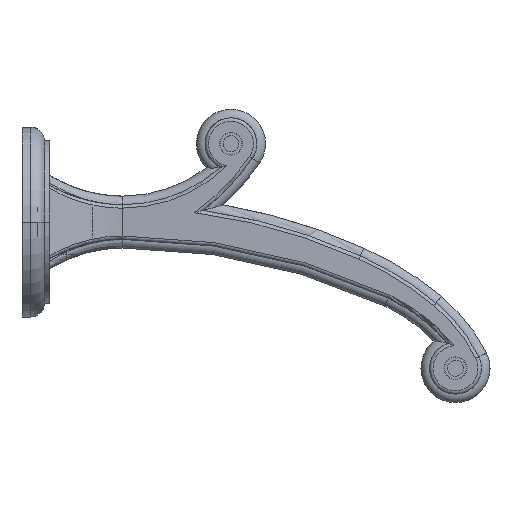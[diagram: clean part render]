
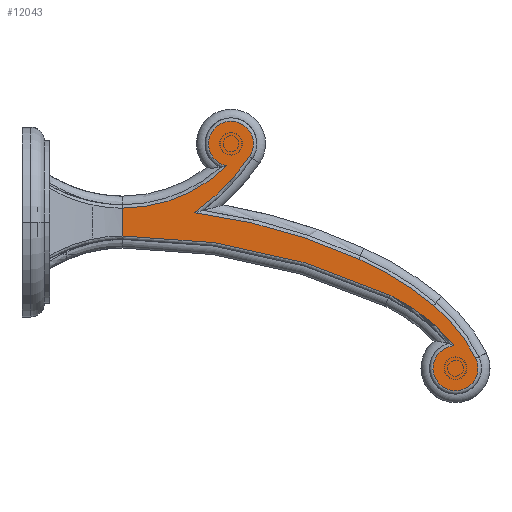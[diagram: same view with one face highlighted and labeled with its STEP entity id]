
A CAD part, left-side view. The second image highlights one B-rep face of the part: STEP entity #12043.
In plain terms, the highlighted planar face has unit normal (-1, 0, 0).
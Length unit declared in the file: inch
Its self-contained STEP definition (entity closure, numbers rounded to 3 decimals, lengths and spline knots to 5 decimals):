
#3441=CARTESIAN_POINT('',(-0.1975,-1.12575,
-0.15845));
#3453=DIRECTION('',(0.,-0.001,-1.));
#3454=VECTOR('',#3453,0.31702);
#3455=CARTESIAN_POINT('',(-0.1975,-1.12553,
0.15856));
#3456=LINE('',#3455,#3454);
#3457=CARTESIAN_POINT('',(-0.1975,-1.1253,1.87055));
#3458=DIRECTION('',(-1.,0.,0.));
#3459=DIRECTION('',(0.,0.,-1.));
#3460=AXIS2_PLACEMENT_3D('',#3457,#3458,#3459);
#3462=CARTESIAN_POINT('',(-0.1975,-2.3623,0.89255));
#3463=DIRECTION('',(1.,0.,0.));
#3464=DIRECTION('',(0.,0.181,-0.983));
#3465=AXIS2_PLACEMENT_3D('',#3462,#3463,#3464);
#3467=CARTESIAN_POINT('',(-0.1975,-2.3623,0.89255));
#3468=DIRECTION('',(1.,0.,0.));
#3469=DIRECTION('',(0.,0.,1.));
#3470=AXIS2_PLACEMENT_3D('',#3467,#3468,#3469);
#3472=CARTESIAN_POINT('',(-0.1975,-0.40928,2.23957));
#3473=DIRECTION('',(1.,0.,0.));
#3474=DIRECTION('',(0.,-0.823,-0.568));
#3475=AXIS2_PLACEMENT_3D('',#3472,#3473,#3474);
#3477=CARTESIAN_POINT('',(-0.1975,-1.1253,-6.39745));
#3478=DIRECTION('',(1.,0.,0.));
#3479=DIRECTION('',(0.,-0.125,0.992));
#3480=AXIS2_PLACEMENT_3D('',#3477,#3478,#3479);
#3482=CARTESIAN_POINT('',(-0.1975,-2.25856,-3.88522));
#3483=DIRECTION('',(1.,0.,0.));
#3484=DIRECTION('',(0.,-0.411,0.912));
#3485=AXIS2_PLACEMENT_3D('',#3482,#3483,#3484);
#3487=CARTESIAN_POINT('',(-0.1975,-3.51048,-2.36547));
#3488=DIRECTION('',(1.,0.,0.));
#3489=DIRECTION('',(0.,-0.636,0.772));
#3490=AXIS2_PLACEMENT_3D('',#3487,#3488,#3489);
#3492=CARTESIAN_POINT('',(-0.1975,-4.9213,-1.66645));
#3493=DIRECTION('',(1.,0.,0.));
#3494=DIRECTION('',(0.,-0.896,0.444));
#3495=AXIS2_PLACEMENT_3D('',#3492,#3493,#3494);
#3497=CARTESIAN_POINT('',(-0.1975,-4.9213,-1.66645));
#3498=DIRECTION('',(1.,0.,0.));
#3499=DIRECTION('',(0.,0.,-1.));
#3500=AXIS2_PLACEMENT_3D('',#3497,#3498,#3499);
#3502=CARTESIAN_POINT('',(-0.1975,-3.3268,-2.65381));
#3503=DIRECTION('',(-1.,0.,0.));
#3504=DIRECTION('',(0.,-0.785,0.619));
#3505=AXIS2_PLACEMENT_3D('',#3502,#3503,#3504);
#3507=CARTESIAN_POINT('',(-0.1975,-1.1253,-7.38245));
#3508=DIRECTION('',(-1.,0.,0.));
#3509=DIRECTION('',(0.,-0.422,0.907));
#3510=AXIS2_PLACEMENT_3D('',#3507,#3508,#3509);
#5998=CARTESIAN_POINT('',(-0.1975,-4.17431,-0.83342));
#5999=VERTEX_POINT('',#5998);
#6000=CARTESIAN_POINT('',(-0.1975,-4.90363,-1.41055));
#6001=VERTEX_POINT('',#6000);
#6002=CARTESIAN_POINT('',(-0.1975,-2.31585,0.6403));
#6003=CARTESIAN_POINT('',(-0.1975,-2.3623,1.14905));
#6004=VERTEX_POINT('',#6002);
#6005=VERTEX_POINT('',#6003);
#6006=CARTESIAN_POINT('',(-0.1975,-2.57345,0.74692));
#6007=VERTEX_POINT('',#6006);
#6008=CARTESIAN_POINT('',(-0.1975,-1.94661,0.10691));
#6009=VERTEX_POINT('',#6008);
#6010=CARTESIAN_POINT('',(-0.1975,-3.82111,-0.42135));
#6011=VERTEX_POINT('',#6010);
#6012=CARTESIAN_POINT('',(-0.1975,-4.67465,-0.95222));
#6013=VERTEX_POINT('',#6012);
#6014=CARTESIAN_POINT('',(-0.1975,-5.15114,-1.55257));
#6015=VERTEX_POINT('',#6014);
#6016=CARTESIAN_POINT('',(-0.1975,-4.9213,-1.92295));
#6017=VERTEX_POINT('',#6016);
#7049=VERTEX_POINT('',#3441);
#7050=CARTESIAN_POINT('',(-0.1975,-1.12553,
0.15856));
#7051=VERTEX_POINT('',#7050);
#12013=CARTESIAN_POINT('',(-0.1975,-3.15179,-0.38695));
#12014=DIRECTION('',(1.,0.,0.));
#12015=DIRECTION('',(0.,0.,-1.));
#12016=AXIS2_PLACEMENT_3D('',#12013,#12014,#12015);
#12017=PLANE('',#12016);
#12019=ORIENTED_EDGE('',*,*,#12018,.F.);
#12021=ORIENTED_EDGE('',*,*,#12020,.T.);
#12023=ORIENTED_EDGE('',*,*,#12022,.T.);
#12025=ORIENTED_EDGE('',*,*,#12024,.T.);
#12027=ORIENTED_EDGE('',*,*,#12026,.T.);
#12029=ORIENTED_EDGE('',*,*,#12028,.T.);
#12031=ORIENTED_EDGE('',*,*,#12030,.T.);
#12033=ORIENTED_EDGE('',*,*,#12032,.T.);
#12035=ORIENTED_EDGE('',*,*,#12034,.T.);
#12037=ORIENTED_EDGE('',*,*,#12036,.T.);
#12039=ORIENTED_EDGE('',*,*,#12038,.T.);
#12040=ORIENTED_EDGE('',*,*,#12005,.T.);
#12041=EDGE_LOOP('',(#12019,#12021,#12023,#12025,#12027,#12029,#12031,#12033,
#12035,#12037,#12039,#12040));
#12042=FACE_OUTER_BOUND('',#12041,.F.);
#12043=ADVANCED_FACE('',(#12042),#12017,.F.);
#3461=CIRCLE('',#3460,1.712);
#3466=CIRCLE('',#3465,0.2565);
#3471=CIRCLE('',#3470,0.2565);
#3476=CIRCLE('',#3475,2.629);
#3481=CIRCLE('',#3480,6.556);
#3486=CIRCLE('',#3485,3.8);
#3491=CIRCLE('',#3490,1.831);
#3496=CIRCLE('',#3495,0.2565);
#3501=CIRCLE('',#3500,0.2565);
#3506=CIRCLE('',#3505,2.008);
#3511=CIRCLE('',#3510,7.224);
#12005=EDGE_CURVE('',#5999,#7049,#3511,.T.);
#12018=EDGE_CURVE('',#7051,#7049,#3456,.T.);
#12020=EDGE_CURVE('',#7051,#6004,#3461,.T.);
#12022=EDGE_CURVE('',#6004,#6005,#3466,.T.);
#12024=EDGE_CURVE('',#6005,#6007,#3471,.T.);
#12026=EDGE_CURVE('',#6007,#6009,#3476,.T.);
#12028=EDGE_CURVE('',#6009,#6011,#3481,.T.);
#12030=EDGE_CURVE('',#6011,#6013,#3486,.T.);
#12032=EDGE_CURVE('',#6013,#6015,#3491,.T.);
#12034=EDGE_CURVE('',#6015,#6017,#3496,.T.);
#12036=EDGE_CURVE('',#6017,#6001,#3501,.T.);
#12038=EDGE_CURVE('',#6001,#5999,#3506,.T.);
